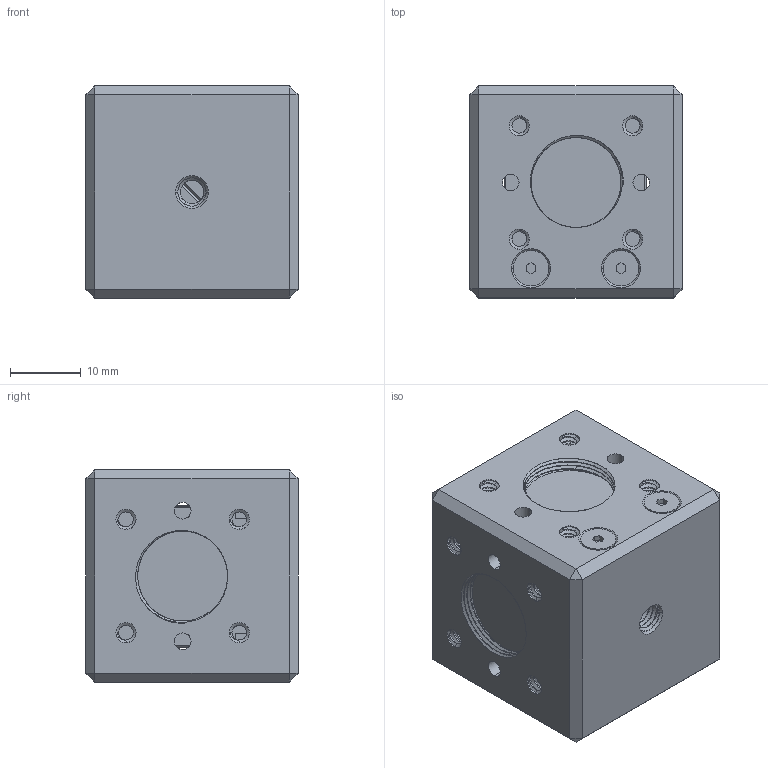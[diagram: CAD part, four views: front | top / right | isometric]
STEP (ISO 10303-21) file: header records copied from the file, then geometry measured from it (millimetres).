
FILE_DESCRIPTION((''),'2;1');
FILE_NAME('CSL16-M2_ASM','2023-05-24T16:04:26',('R&D'),(''),'CREO PARAMETRIC BY PTC INC, 2021063','CREO PARAMETRIC BY PTC INC, 2021063','');
FILE_SCHEMA(('CONFIG_CONTROL_DESIGN'));
Length unit declared in the file: millimetre
Products named in the file (5): M2_5X5_KM; CSL16-M2-A1; CSL16-M2-A2; LENS_20X20X20; CSL16-M2_ASM
Assembly tree (8 placements, depth 2):
  CSL16-M2_ASM
    M2_5X5_KM  x4
    CSL16-M2-A1
    CSL16-M2-A2
    LENS_20X20X20  x2
Bounding box: 29.97 x 29.97 x 29.97 mm (x, y, z)
Volume: 18767.5 mm3; surface area: 13924 mm2
Topology: 8 solids, 8 shells, 707 faces, 1920 edges, 1227 vertices
Faces by surface type: cylinder 333, plane 170, bspline 168, cone 36
Entity records: 41811 total; most frequent: CARTESIAN_POINT 27266, ORIENTED_EDGE 3524, DIRECTION 2108, EDGE_CURVE 1762, VERTEX_POINT 1137, B_SPLINE_CURVE_WITH_KNOTS 802, VECTOR 774, LINE 774
